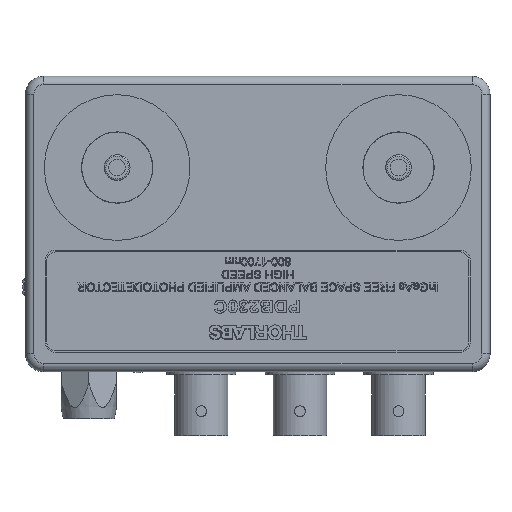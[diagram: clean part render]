
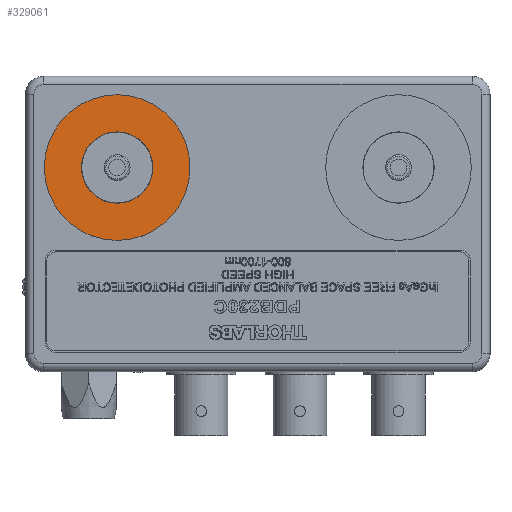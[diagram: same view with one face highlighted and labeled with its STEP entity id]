
A CAD part, top view. The second image highlights one B-rep face of the part: STEP entity #329061.
In plain terms, the highlighted planar face has unit normal (0, 0, 1).
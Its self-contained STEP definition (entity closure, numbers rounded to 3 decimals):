
#15890 = CARTESIAN_POINT ( 'NONE',  ( 49.092, 21.099, -28.148 ) ) ;
#32762 = ORIENTED_EDGE ( 'NONE', *, *, #325789, .F. ) ;
#71950 = PLANE ( 'NONE',  #372706 ) ;
#78648 = DIRECTION ( 'NONE',  ( 1., 0., 0. ) ) ;
#97171 = VERTEX_POINT ( 'NONE', #214748 ) ;
#113796 = DIRECTION ( 'NONE',  ( 1., 0., 0. ) ) ;
#131689 = AXIS2_PLACEMENT_3D ( 'NONE', #225108, #342556, #78648 ) ;
#133679 = DIRECTION ( 'NONE',  ( 0., 0., 1. ) ) ;
#168600 = AXIS2_PLACEMENT_3D ( 'NONE', #260208, #377621, #113796 ) ;
#174043 = VERTEX_POINT ( 'NONE', #291487 ) ;
#202926 = EDGE_LOOP ( 'NONE', ( #32762 ) ) ;
#214748 = CARTESIAN_POINT ( 'NONE',  ( 55.531, 21.099, -28.148 ) ) ;
#218525 = FACE_BOUND ( 'NONE', #202926, .T. ) ;
#225108 = CARTESIAN_POINT ( 'NONE',  ( 49.092, 21.099, -28.148 ) ) ;
#248976 = ORIENTED_EDGE ( 'NONE', *, *, #379618, .T. ) ;
#251115 = DIRECTION ( 'NONE',  ( 1., 0., 0. ) ) ;
#260208 = CARTESIAN_POINT ( 'NONE',  ( 49.092, 21.099, -28.148 ) ) ;
#291487 = CARTESIAN_POINT ( 'NONE',  ( 62.236, 21.099, -28.148 ) ) ;
#297730 = CIRCLE ( 'NONE', #131689, 6.439 ) ;
#317908 = EDGE_LOOP ( 'NONE', ( #248976 ) ) ;
#325789 = EDGE_CURVE ( 'NONE', #97171, #97171, #297730, .T. ) ;
#329061 = ADVANCED_FACE ( 'NONE', ( #218525, #335857 ), #71950, .T. ) ;
#334522 = CIRCLE ( 'NONE', #168600, 13.144 ) ;
#335857 = FACE_OUTER_BOUND ( 'NONE', #317908, .T. ) ;
#342556 = DIRECTION ( 'NONE',  ( 0., 0., 1. ) ) ;
#372706 = AXIS2_PLACEMENT_3D ( 'NONE', #15890, #133679, #251115 ) ;
#377621 = DIRECTION ( 'NONE',  ( 0., 0., 1. ) ) ;
#379618 = EDGE_CURVE ( 'NONE', #174043, #174043, #334522, .T. ) ;
